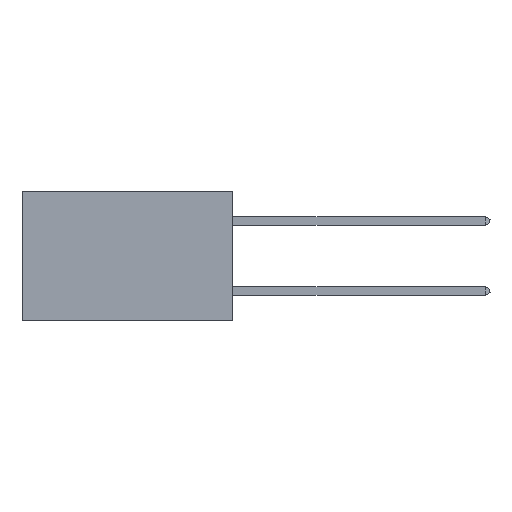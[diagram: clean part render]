
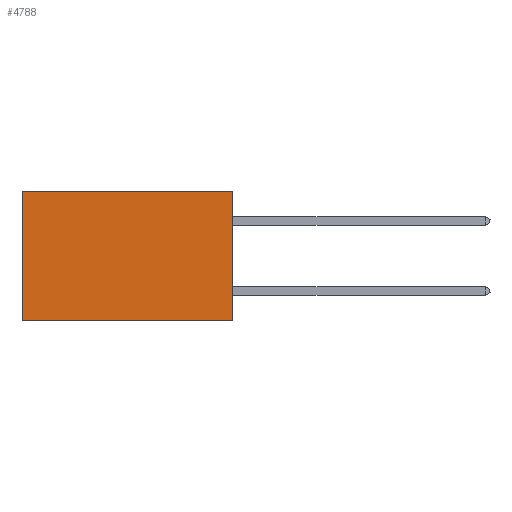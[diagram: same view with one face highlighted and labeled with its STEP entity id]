
A CAD part, left-side view. The second image highlights one B-rep face of the part: STEP entity #4788.
In plain terms, the highlighted planar face has unit normal (-1, 0, 0).
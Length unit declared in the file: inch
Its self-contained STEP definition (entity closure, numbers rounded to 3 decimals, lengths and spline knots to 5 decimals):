
#1643 = LINE ( 'NONE', #12535, #26954 ) ;
#2591 = EDGE_CURVE ( 'NONE', #37351, #22058, #1643, .T. ) ;
#3033 = EDGE_CURVE ( 'NONE', #37351, #18441, #30407, .T. ) ;
#4124 = FACE_OUTER_BOUND ( 'NONE', #5181, .T. ) ;
#4788 = ADVANCED_FACE ( 'NONE', ( #4124 ), #6316, .F. ) ;
#5181 = EDGE_LOOP ( 'NONE', ( #20956, #21737, #23232, #20537 ) ) ;
#6316 = PLANE ( 'NONE',  #8894 ) ;
#7051 = DIRECTION ( 'NONE',  ( 0., 1., 0. ) ) ;
#7397 = EDGE_CURVE ( 'NONE', #18441, #27621, #14298, .T. ) ;
#7785 = CARTESIAN_POINT ( 'NONE',  ( 0.2875, 0., -0.37 ) ) ;
#7797 = CARTESIAN_POINT ( 'NONE',  ( 0.2875, 0., 0. ) ) ;
#7925 = CARTESIAN_POINT ( 'NONE',  ( 0.2875, 0.6, -0.37 ) ) ;
#8894 = AXIS2_PLACEMENT_3D ( 'NONE', #22123, #38507, #12958 ) ;
#11558 = CARTESIAN_POINT ( 'NONE',  ( 0.2875, 0.6, 0. ) ) ;
#12535 = CARTESIAN_POINT ( 'NONE',  ( 0.2875, 0., 0. ) ) ;
#12958 = DIRECTION ( 'NONE',  ( 0., 0., -1. ) ) ;
#14298 = LINE ( 'NONE', #35613, #36655 ) ;
#18441 = VERTEX_POINT ( 'NONE', #7785 ) ;
#20537 = ORIENTED_EDGE ( 'NONE', *, *, #2591, .T. ) ;
#20956 = ORIENTED_EDGE ( 'NONE', *, *, #25510, .T. ) ;
#21685 = DIRECTION ( 'NONE',  ( 0., 1., 0. ) ) ;
#21737 = ORIENTED_EDGE ( 'NONE', *, *, #7397, .F. ) ;
#21981 = VECTOR ( 'NONE', #32910, 39.37008 ) ;
#22058 = VERTEX_POINT ( 'NONE', #31203 ) ;
#22123 = CARTESIAN_POINT ( 'NONE',  ( 0.2875, 0., 0. ) ) ;
#23232 = ORIENTED_EDGE ( 'NONE', *, *, #3033, .F. ) ;
#25510 = EDGE_CURVE ( 'NONE', #22058, #27621, #34641, .T. ) ;
#26272 = CARTESIAN_POINT ( 'NONE',  ( 0.2875, 0., 0. ) ) ;
#26954 = VECTOR ( 'NONE', #21685, 39.37008 ) ;
#27621 = VERTEX_POINT ( 'NONE', #7925 ) ;
#30407 = LINE ( 'NONE', #7797, #21981 ) ;
#30859 = DIRECTION ( 'NONE',  ( 0., 0., -1. ) ) ;
#31203 = CARTESIAN_POINT ( 'NONE',  ( 0.2875, 0.6, 0. ) ) ;
#32143 = VECTOR ( 'NONE', #30859, 39.37008 ) ;
#32910 = DIRECTION ( 'NONE',  ( 0., 0., -1. ) ) ;
#34641 = LINE ( 'NONE', #11558, #32143 ) ;
#35613 = CARTESIAN_POINT ( 'NONE',  ( 0.2875, 0., -0.37 ) ) ;
#36655 = VECTOR ( 'NONE', #7051, 39.37008 ) ;
#37351 = VERTEX_POINT ( 'NONE', #26272 ) ;
#38507 = DIRECTION ( 'NONE',  ( 1., 0., 0. ) ) ;
